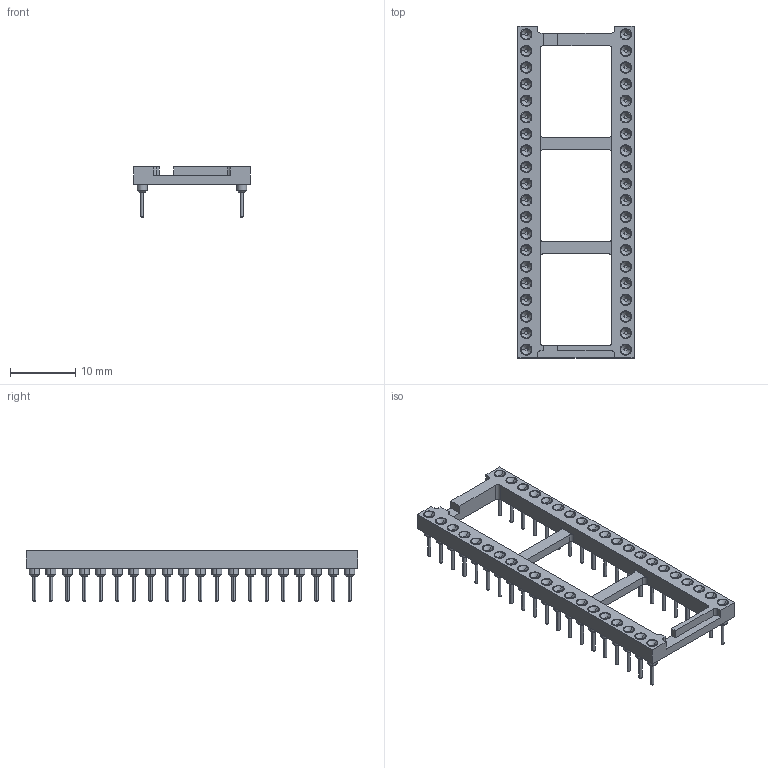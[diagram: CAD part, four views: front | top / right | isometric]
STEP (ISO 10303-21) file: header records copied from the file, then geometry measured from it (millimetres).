
FILE_DESCRIPTION (( 'STEP AP203' ), '1' );
FILE_NAME ('DIP_40_W15_24mm_Socket.step', '2019-10-07T21:40:18', ( '' ), ( '' ), 'SwSTEP 2.0', 'SolidWorks 2017', '' );
FILE_SCHEMA (( 'CONFIG_CONTROL_DESIGN' ));
Length unit declared in the file: millimetre
Products named in the file (2): DIP_40_W15_24mm_Socket; SOLID
Assembly tree (1 placements, depth 2):
  DIP_40_W15_24mm_Socket
    SOLID
Bounding box: 17.78 x 50.8 x 7.79 mm (x, y, z)
Volume: 1146.3 mm3; surface area: 2196.4 mm2
Topology: 1 solids, 1 shells, 767 faces, 1582 edges, 974 vertices
Faces by surface type: cylinder 336, cone 240, plane 191
Entity records: 20600 total; most frequent: DIRECTION 4036, CARTESIAN_POINT 3327, ORIENTED_EDGE 3164, AXIS2_PLACEMENT_3D 1683, EDGE_CURVE 1582, VERTEX_POINT 974, EDGE_LOOP 930, CIRCLE 912
